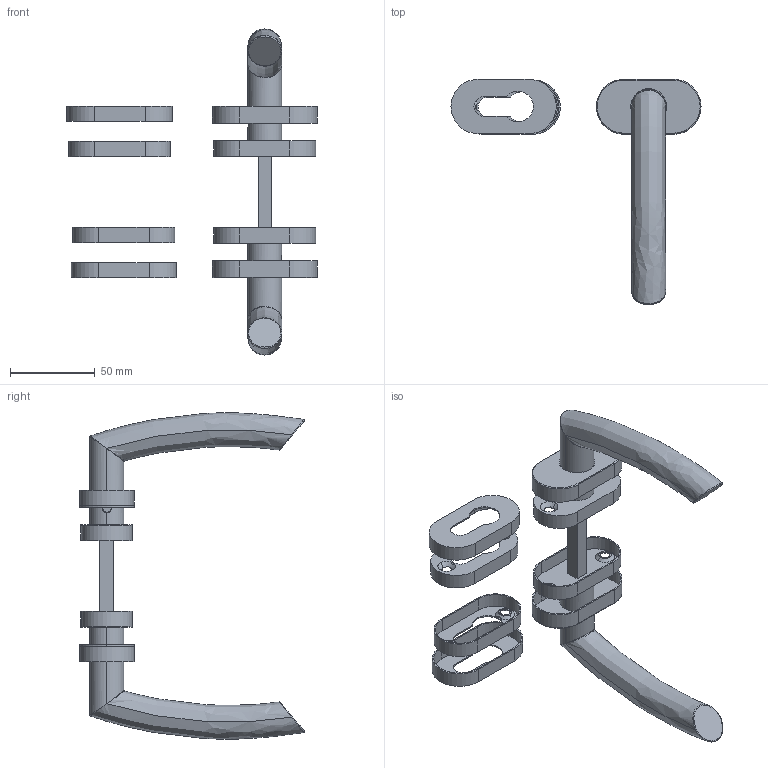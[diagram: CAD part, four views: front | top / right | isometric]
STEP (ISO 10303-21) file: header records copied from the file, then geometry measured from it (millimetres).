
FILE_DESCRIPTION (( 'STEP AP203' ), '1' );
FILE_NAME ('D8_010-i.STEP', '2022-04-25T07:06:33', ( '' ), ( '' ), 'SwSTEP 2.0', 'SolidWorks 2019', '' );
FILE_SCHEMA (( 'CONFIG_CONTROL_DESIGN' ));
Length unit declared in the file: millimetre
Products named in the file (8): D8_010-i.P1; D8_010-i.P2; D8_010-i.Z1_skupina; D8_010-i.P4; D8_010-i; D8_010-i.P3; D8_014-i.P2
Assembly tree (11 placements, depth 3):
  D8_010-i
    D8_010-i.P1  x2
    D8_014-i.P2  x2
    D8_010-i.P3
    D8_010-i.Z1_skupina
      D8_010-i.P2
      D8_010-i.P4
    D8_010-i.Z1_skupina
      D8_010-i.P2
      D8_010-i.P4
Bounding box: 147.27 x 132.47 x 192.18 mm (x, y, z)
Volume: 118722 mm3; surface area: 68605.4 mm2
Topology: 9 solids, 9 shells, 336 faces, 848 edges, 538 vertices
Faces by surface type: plane 186, cylinder 88, cone 40, bspline 12, torus 10
Entity records: 7848 total; most frequent: CARTESIAN_POINT 2771, ORIENTED_EDGE 864, DIRECTION 847, EDGE_CURVE 432, AXIS2_PLACEMENT_3D 306, VERTEX_POINT 277, LINE 235, VECTOR 235
